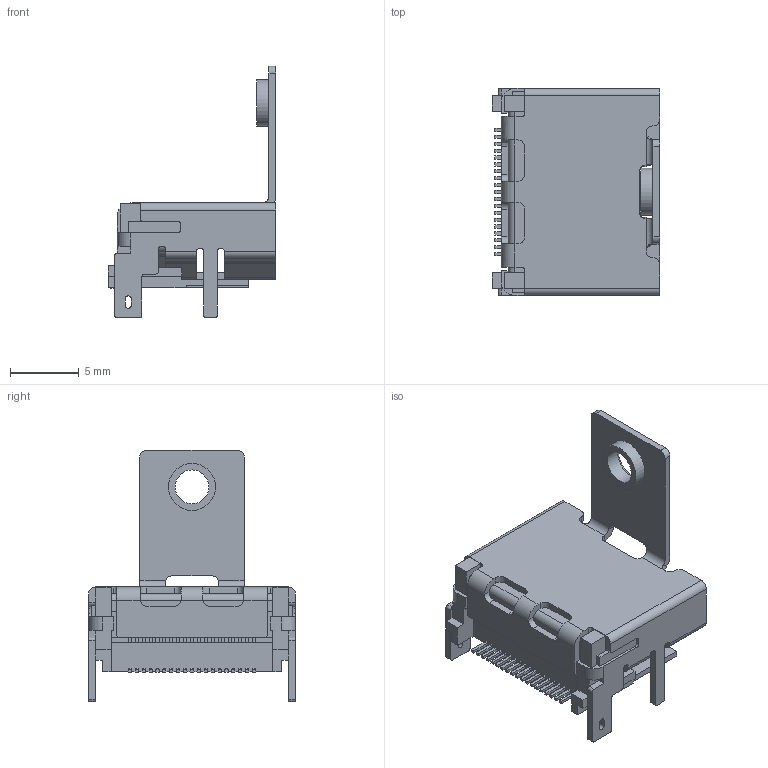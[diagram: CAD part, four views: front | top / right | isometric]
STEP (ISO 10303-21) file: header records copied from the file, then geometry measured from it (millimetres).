
FILE_DESCRIPTION(/* description */ ('Unknown'),/* implementation_level */ '2;1');
FILE_NAME(/* name */ 'J_Wurth_WR-HDMI_685119135725',/* time_stamp */ '2025-07-17T17:21:29+08:00',/* author */ ('Unknown'),/* organization */ ('Unknown'),/* preprocessor_version */ 'ST-DEVELOPER v19.4',/* originating_system */ 'Solid Edge',/* authorisation */ 'Unknown');
FILE_SCHEMA (('AUTOMOTIVE_DESIGN {1 0 10303 214 3 1 1}'));
Length unit declared in the file: millimetre
Products named in the file (2): J_Wurth_WR-HDMI_685119135725
Assembly tree (1 placements, depth 2):
  J_Wurth_WR-HDMI_685119135725
    J_Wurth_WR-HDMI_685119135725
Bounding box: 12.15 x 15 x 18.25 mm (x, y, z)
Volume: 543.9 mm3; surface area: 1651 mm2
Topology: 1 solids, 1 shells, 1164 faces, 3388 edges, 2144 vertices
Faces by surface type: plane 776, cylinder 335, bspline 44, torus 9
Full cylindrical faces by diameter (mm): 2.459 x1, 3.4 x1
Entity records: 46860 total; most frequent: CARTESIAN_POINT 7587, ORIENTED_EDGE 6768, DIRECTION 6219, EDGE_CURVE 3384, LINE 2595, VECTOR 2595, VERTEX_POINT 2143, AXIS2_PLACEMENT_3D 1812
